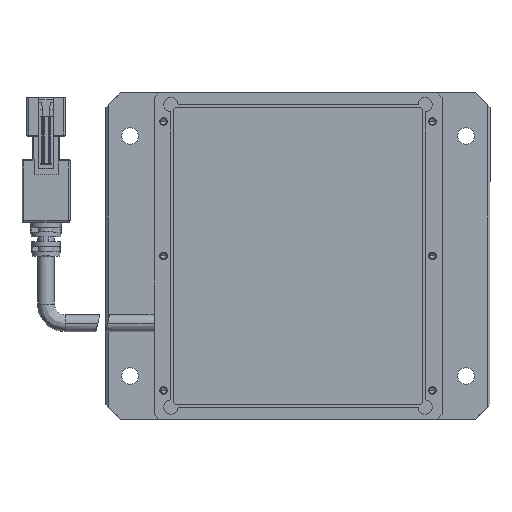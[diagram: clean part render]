
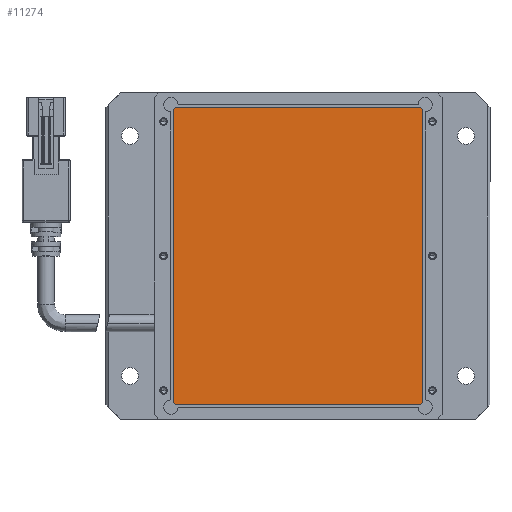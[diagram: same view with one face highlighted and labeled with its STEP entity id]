
A CAD part, top view. The second image highlights one B-rep face of the part: STEP entity #11274.
In plain terms, the highlighted planar face has unit normal (0, 0, 1).
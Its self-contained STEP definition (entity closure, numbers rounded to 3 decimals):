
#650 = CARTESIAN_POINT ( 'NONE',  ( 19.742, 30.351, 0.1 ) ) ;
#712 = VERTEX_POINT ( 'NONE', #650 ) ;
#724 = DIRECTION ( 'NONE',  ( -1., 0., 0. ) ) ;
#824 = DIRECTION ( 'NONE',  ( 1., 0., 0. ) ) ;
#1171 = VERTEX_POINT ( 'NONE', #12255 ) ;
#1193 = AXIS2_PLACEMENT_3D ( 'NONE', #14455, #4113, #16184 ) ;
#1330 = ORIENTED_EDGE ( 'NONE', *, *, #2135, .T. ) ;
#1526 = ORIENTED_EDGE ( 'NONE', *, *, #12541, .T. ) ;
#1550 = CIRCLE ( 'NONE', #14919, 1. ) ;
#2135 = EDGE_CURVE ( 'NONE', #5803, #712, #5445, .T. ) ;
#3352 = CARTESIAN_POINT ( 'NONE',  ( 19.742, -31.649, 0.1 ) ) ;
#4021 = VERTEX_POINT ( 'NONE', #16498 ) ;
#4053 = VECTOR ( 'NONE', #12564, 1000. ) ;
#4113 = DIRECTION ( 'NONE',  ( 0., 0., 1. ) ) ;
#4587 = LINE ( 'NONE', #10786, #4053 ) ;
#5301 = VECTOR ( 'NONE', #12253, 1000. ) ;
#5445 = CIRCLE ( 'NONE', #20932, 1. ) ;
#5803 = VERTEX_POINT ( 'NONE', #12226 ) ;
#5931 = ORIENTED_EDGE ( 'NONE', *, *, #18370, .T. ) ;
#5954 = DIRECTION ( 'NONE',  ( 0., 0., 1. ) ) ;
#6175 = ORIENTED_EDGE ( 'NONE', *, *, #9925, .T. ) ;
#6710 = LINE ( 'NONE', #7561, #15372 ) ;
#7090 = VERTEX_POINT ( 'NONE', #15641 ) ;
#7183 = EDGE_CURVE ( 'NONE', #4021, #16462, #18636, .T. ) ;
#7561 = CARTESIAN_POINT ( 'NONE',  ( -30.258, 30.351, 0.1 ) ) ;
#7748 = EDGE_CURVE ( 'NONE', #712, #4021, #6710, .T. ) ;
#7994 = AXIS2_PLACEMENT_3D ( 'NONE', #16288, #5954, #17996 ) ;
#8039 = EDGE_LOOP ( 'NONE', ( #1526, #14674, #13857, #5931, #1330, #18473, #14851, #6175 ) ) ;
#8511 = CARTESIAN_POINT ( 'NONE',  ( -31.258, 29.351, 0.1 ) ) ;
#9568 = CARTESIAN_POINT ( 'NONE',  ( 19.742, -30.649, 0.1 ) ) ;
#9737 = DIRECTION ( 'NONE',  ( 0., 0., 1. ) ) ;
#9925 = EDGE_CURVE ( 'NONE', #16462, #1171, #13921, .T. ) ;
#10786 = CARTESIAN_POINT ( 'NONE',  ( 20.742, 29.351, 0.1 ) ) ;
#11099 = DIRECTION ( 'NONE',  ( 0., 0., 1. ) ) ;
#11274 = ADVANCED_FACE ( 'NONE', ( #12193 ), #14370, .T. ) ;
#11278 = DIRECTION ( 'NONE',  ( 1., 0., 0. ) ) ;
#11528 = VECTOR ( 'NONE', #17114, 1000. ) ;
#11652 = CARTESIAN_POINT ( 'NONE',  ( -30.258, -31.649, 0.1 ) ) ;
#12193 = FACE_OUTER_BOUND ( 'NONE', #8039, .T. ) ;
#12226 = CARTESIAN_POINT ( 'NONE',  ( 20.742, 29.351, 0.1 ) ) ;
#12253 = DIRECTION ( 'NONE',  ( 0., -1., 0. ) ) ;
#12255 = CARTESIAN_POINT ( 'NONE',  ( -31.258, -30.649, 0.1 ) ) ;
#12311 = EDGE_CURVE ( 'NONE', #18104, #7090, #20710, .T. ) ;
#12541 = EDGE_CURVE ( 'NONE', #1171, #18104, #17429, .T. ) ;
#12564 = DIRECTION ( 'NONE',  ( 0., 1., 0. ) ) ;
#12611 = EDGE_CURVE ( 'NONE', #7090, #15580, #1550, .T. ) ;
#13857 = ORIENTED_EDGE ( 'NONE', *, *, #12611, .T. ) ;
#13921 = LINE ( 'NONE', #19088, #5301 ) ;
#14370 = PLANE ( 'NONE',  #1193 ) ;
#14455 = CARTESIAN_POINT ( 'NONE',  ( -30.258, -30.649, 0.1 ) ) ;
#14674 = ORIENTED_EDGE ( 'NONE', *, *, #12311, .T. ) ;
#14851 = ORIENTED_EDGE ( 'NONE', *, *, #7183, .T. ) ;
#14919 = AXIS2_PLACEMENT_3D ( 'NONE', #9568, #21639, #11278 ) ;
#15372 = VECTOR ( 'NONE', #724, 1000. ) ;
#15580 = VERTEX_POINT ( 'NONE', #19395 ) ;
#15641 = CARTESIAN_POINT ( 'NONE',  ( 19.742, -31.649, 0.1 ) ) ;
#16184 = DIRECTION ( 'NONE',  ( 1., 0., 0. ) ) ;
#16288 = CARTESIAN_POINT ( 'NONE',  ( -30.258, -30.649, 0.1 ) ) ;
#16462 = VERTEX_POINT ( 'NONE', #8511 ) ;
#16498 = CARTESIAN_POINT ( 'NONE',  ( -30.258, 30.351, 0.1 ) ) ;
#17114 = DIRECTION ( 'NONE',  ( 1., 0., 0. ) ) ;
#17429 = CIRCLE ( 'NONE', #7994, 1. ) ;
#17996 = DIRECTION ( 'NONE',  ( 1., 0., 0. ) ) ;
#18104 = VERTEX_POINT ( 'NONE', #11652 ) ;
#18370 = EDGE_CURVE ( 'NONE', #15580, #5803, #4587, .T. ) ;
#18473 = ORIENTED_EDGE ( 'NONE', *, *, #7748, .T. ) ;
#18636 = CIRCLE ( 'NONE', #22344, 1. ) ;
#19088 = CARTESIAN_POINT ( 'NONE',  ( -31.258, -30.649, 0.1 ) ) ;
#19395 = CARTESIAN_POINT ( 'NONE',  ( 20.742, -30.649, 0.1 ) ) ;
#20085 = CARTESIAN_POINT ( 'NONE',  ( 19.742, 29.351, 0.1 ) ) ;
#20710 = LINE ( 'NONE', #3352, #11528 ) ;
#20932 = AXIS2_PLACEMENT_3D ( 'NONE', #20085, #9737, #21826 ) ;
#21465 = CARTESIAN_POINT ( 'NONE',  ( -30.258, 29.351, 0.1 ) ) ;
#21639 = DIRECTION ( 'NONE',  ( 0., 0., 1. ) ) ;
#21826 = DIRECTION ( 'NONE',  ( 1., 0., 0. ) ) ;
#22344 = AXIS2_PLACEMENT_3D ( 'NONE', #21465, #11099, #824 ) ;
